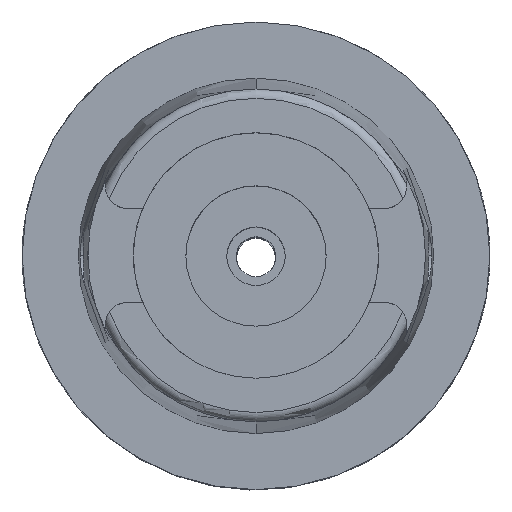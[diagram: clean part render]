
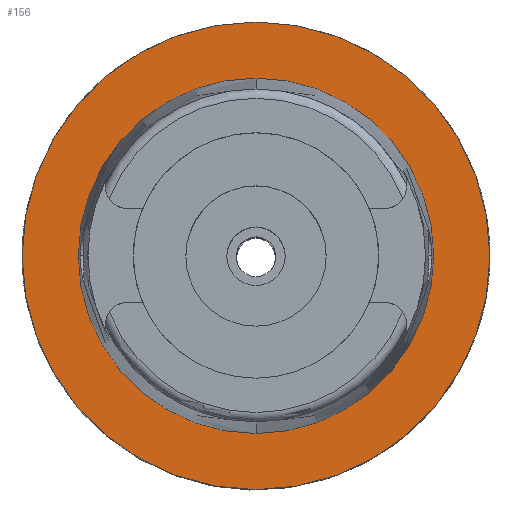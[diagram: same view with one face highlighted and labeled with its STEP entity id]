
A CAD part, top view. The second image highlights one B-rep face of the part: STEP entity #156.
In plain terms, the highlighted planar face has unit normal (0, 0, 1).
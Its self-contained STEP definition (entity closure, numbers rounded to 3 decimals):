
#117 = AXIS2_PLACEMENT_3D ( 'NONE', #770, #3624, #2816 ) ;
#156 = ADVANCED_FACE ( 'NONE', ( #1445, #3510 ), #4765, .F. ) ;
#161 = EDGE_LOOP ( 'NONE', ( #3836, #3551 ) ) ;
#198 = CIRCLE ( 'NONE', #117, 20. ) ;
#229 = CARTESIAN_POINT ( 'NONE',  ( 0., -15.2, 0. ) ) ;
#315 = DIRECTION ( 'NONE',  ( 0., -1., 0. ) ) ;
#446 = DIRECTION ( 'NONE',  ( 0., -1., 0. ) ) ;
#498 = EDGE_CURVE ( 'NONE', #4296, #1887, #2342, .T. ) ;
#770 = CARTESIAN_POINT ( 'NONE',  ( 0., 0., 0. ) ) ;
#848 = CARTESIAN_POINT ( 'NONE',  ( 0., 15.2, 0. ) ) ;
#899 = AXIS2_PLACEMENT_3D ( 'NONE', #3647, #1616, #446 ) ;
#945 = EDGE_CURVE ( 'NONE', #4046, #1105, #198, .T. ) ;
#1105 = VERTEX_POINT ( 'NONE', #2477 ) ;
#1108 = DIRECTION ( 'NONE',  ( 0., 0., -1. ) ) ;
#1445 = FACE_OUTER_BOUND ( 'NONE', #4876, .T. ) ;
#1483 = CIRCLE ( 'NONE', #899, 20. ) ;
#1616 = DIRECTION ( 'NONE',  ( 0., 0., -1. ) ) ;
#1634 = EDGE_CURVE ( 'NONE', #1105, #4046, #1483, .T. ) ;
#1654 = AXIS2_PLACEMENT_3D ( 'NONE', #1676, #3328, #2049 ) ;
#1676 = CARTESIAN_POINT ( 'NONE',  ( 0., 0., 0. ) ) ;
#1887 = VERTEX_POINT ( 'NONE', #229 ) ;
#1893 = EDGE_CURVE ( 'NONE', #1887, #4296, #4145, .T. ) ;
#2049 = DIRECTION ( 'NONE',  ( 0., 1., 0. ) ) ;
#2067 = ORIENTED_EDGE ( 'NONE', *, *, #1634, .F. ) ;
#2331 = DIRECTION ( 'NONE',  ( 0., -1., 0. ) ) ;
#2342 = CIRCLE ( 'NONE', #1654, 15.2 ) ;
#2477 = CARTESIAN_POINT ( 'NONE',  ( 0., -20., 0. ) ) ;
#2586 = ORIENTED_EDGE ( 'NONE', *, *, #945, .F. ) ;
#2816 = DIRECTION ( 'NONE',  ( 0., 1., 0. ) ) ;
#2981 = CARTESIAN_POINT ( 'NONE',  ( 0., 20., 0. ) ) ;
#3328 = DIRECTION ( 'NONE',  ( 0., 0., 1. ) ) ;
#3510 = FACE_BOUND ( 'NONE', #161, .T. ) ;
#3551 = ORIENTED_EDGE ( 'NONE', *, *, #1893, .F. ) ;
#3624 = DIRECTION ( 'NONE',  ( 0., 0., -1. ) ) ;
#3640 = AXIS2_PLACEMENT_3D ( 'NONE', #4304, #4703, #315 ) ;
#3647 = CARTESIAN_POINT ( 'NONE',  ( 0., 0., 0. ) ) ;
#3798 = AXIS2_PLACEMENT_3D ( 'NONE', #3939, #1108, #2331 ) ;
#3836 = ORIENTED_EDGE ( 'NONE', *, *, #498, .F. ) ;
#3939 = CARTESIAN_POINT ( 'NONE',  ( 0., 0., 0. ) ) ;
#4046 = VERTEX_POINT ( 'NONE', #2981 ) ;
#4145 = CIRCLE ( 'NONE', #3640, 15.2 ) ;
#4296 = VERTEX_POINT ( 'NONE', #848 ) ;
#4304 = CARTESIAN_POINT ( 'NONE',  ( 0., 0., 0. ) ) ;
#4703 = DIRECTION ( 'NONE',  ( 0., 0., 1. ) ) ;
#4765 = PLANE ( 'NONE',  #3798 ) ;
#4876 = EDGE_LOOP ( 'NONE', ( #2586, #2067 ) ) ;
